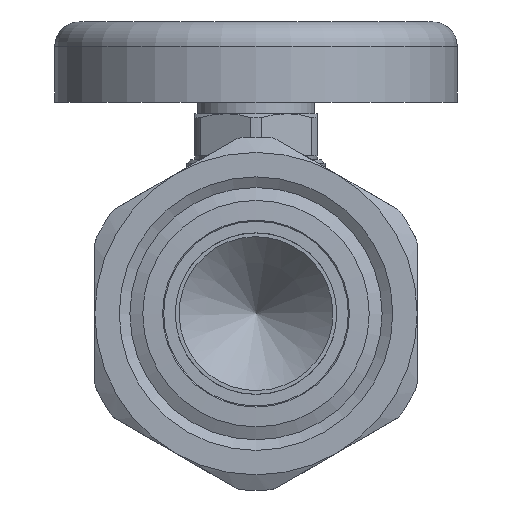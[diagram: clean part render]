
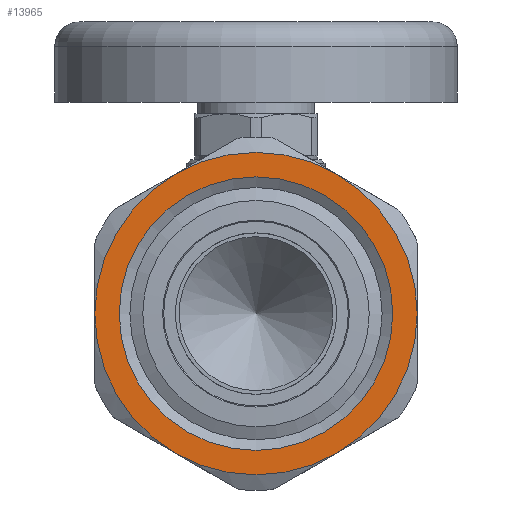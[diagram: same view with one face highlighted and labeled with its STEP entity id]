
A CAD part, front view. The second image highlights one B-rep face of the part: STEP entity #13965.
In plain terms, the highlighted planar face has unit normal (0, -1, 0).
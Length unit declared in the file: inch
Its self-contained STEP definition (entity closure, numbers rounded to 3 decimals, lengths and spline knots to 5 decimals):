
#1349=FACE_BOUND('',#2797,.T.);
#1434=PLANE('',#15176);
#1890=FACE_OUTER_BOUND('',#2796,.T.);
#2796=EDGE_LOOP('',(#10110,#10111,#10112,#10113,#10114,#10115));
#2797=EDGE_LOOP('',(#10116));
#4745=CIRCLE('',#15121,0.7);
#4753=CIRCLE('',#15165,0.825);
#4754=CIRCLE('',#15167,0.825);
#4755=CIRCLE('',#15169,0.825);
#4756=CIRCLE('',#15171,0.825);
#4757=CIRCLE('',#15173,0.825);
#4758=CIRCLE('',#15175,0.825);
#5664=VERTEX_POINT('',#25578);
#5700=VERTEX_POINT('',#25828);
#5704=VERTEX_POINT('',#25846);
#5706=VERTEX_POINT('',#25856);
#5709=VERTEX_POINT('',#25877);
#5714=VERTEX_POINT('',#25911);
#5718=VERTEX_POINT('',#25951);
#7150=EDGE_CURVE('',#5664,#5664,#4745,.T.);
#7243=EDGE_CURVE('',#5718,#5700,#4753,.T.);
#7244=EDGE_CURVE('',#5704,#5718,#4754,.T.);
#7245=EDGE_CURVE('',#5714,#5704,#4755,.T.);
#7246=EDGE_CURVE('',#5709,#5714,#4756,.T.);
#7247=EDGE_CURVE('',#5706,#5709,#4757,.T.);
#7248=EDGE_CURVE('',#5700,#5706,#4758,.T.);
#10110=ORIENTED_EDGE('',*,*,#7245,.T.);
#10111=ORIENTED_EDGE('',*,*,#7244,.T.);
#10112=ORIENTED_EDGE('',*,*,#7243,.T.);
#10113=ORIENTED_EDGE('',*,*,#7248,.T.);
#10114=ORIENTED_EDGE('',*,*,#7247,.T.);
#10115=ORIENTED_EDGE('',*,*,#7246,.T.);
#10116=ORIENTED_EDGE('',*,*,#7150,.T.);
#13965=ADVANCED_FACE('',(#1890,#1349),#1434,.T.);
#15121=AXIS2_PLACEMENT_3D('',#25580,#17446,#17447);
#15165=AXIS2_PLACEMENT_3D('',#26006,#17559,#17560);
#15167=AXIS2_PLACEMENT_3D('',#26008,#17563,#17564);
#15169=AXIS2_PLACEMENT_3D('',#26010,#17567,#17568);
#15171=AXIS2_PLACEMENT_3D('',#26012,#17571,#17572);
#15173=AXIS2_PLACEMENT_3D('',#26014,#17575,#17576);
#15175=AXIS2_PLACEMENT_3D('',#26016,#17579,#17580);
#15176=AXIS2_PLACEMENT_3D('',#26017,#17581,#17582);
#17446=DIRECTION('center_axis',(0.,1.,0.));
#17447=DIRECTION('ref_axis',(1.,0.,0.));
#17559=DIRECTION('center_axis',(0.,-1.,0.));
#17560=DIRECTION('ref_axis',(1.,0.,0.));
#17563=DIRECTION('center_axis',(0.,-1.,0.));
#17564=DIRECTION('ref_axis',(1.,0.,0.));
#17567=DIRECTION('center_axis',(0.,-1.,0.));
#17568=DIRECTION('ref_axis',(1.,0.,0.));
#17571=DIRECTION('center_axis',(0.,-1.,0.));
#17572=DIRECTION('ref_axis',(1.,0.,0.));
#17575=DIRECTION('center_axis',(0.,-1.,0.));
#17576=DIRECTION('ref_axis',(1.,0.,0.));
#17579=DIRECTION('center_axis',(0.,-1.,0.));
#17580=DIRECTION('ref_axis',(1.,0.,0.));
#17581=DIRECTION('center_axis',(0.,-1.,0.));
#17582=DIRECTION('ref_axis',(0.,0.,-1.));
#25578=CARTESIAN_POINT('',(-0.7,-2.07976,0.));
#25580=CARTESIAN_POINT('Origin',(0.,-2.07976,0.));
#25828=CARTESIAN_POINT('',(0.4125,-2.07976,-0.71447));
#25846=CARTESIAN_POINT('',(-0.825,-2.07976,0.));
#25856=CARTESIAN_POINT('',(0.825,-2.07976,0.));
#25877=CARTESIAN_POINT('',(0.4125,-2.07976,0.71447));
#25911=CARTESIAN_POINT('',(-0.4125,-2.07976,0.71447));
#25951=CARTESIAN_POINT('',(-0.4125,-2.07976,-0.71447));
#26006=CARTESIAN_POINT('Origin',(0.,-2.07976,0.));
#26008=CARTESIAN_POINT('Origin',(0.,-2.07976,0.));
#26010=CARTESIAN_POINT('Origin',(0.,-2.07976,0.));
#26012=CARTESIAN_POINT('Origin',(0.,-2.07976,0.));
#26014=CARTESIAN_POINT('Origin',(0.,-2.07976,0.));
#26016=CARTESIAN_POINT('Origin',(0.,-2.07976,0.));
#26017=CARTESIAN_POINT('Origin',(0.,-2.07976,
0.));
